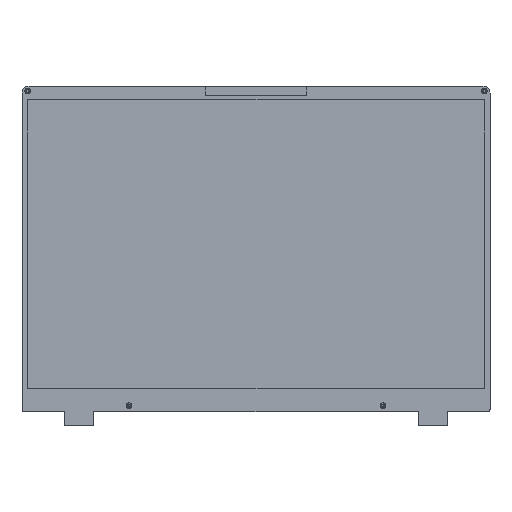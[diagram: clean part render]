
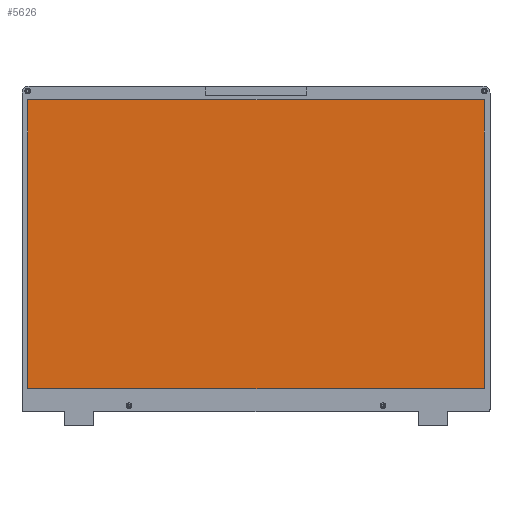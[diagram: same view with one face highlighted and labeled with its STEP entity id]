
A CAD part, top view. The second image highlights one B-rep face of the part: STEP entity #5626.
In plain terms, the highlighted planar face has unit normal (0, 0, 1).
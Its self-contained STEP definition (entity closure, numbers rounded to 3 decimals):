
#558=FACE_OUTER_BOUND('',#917,.T.);
#917=EDGE_LOOP('',(#4949,#4950,#4951,#4952));
#1339=LINE('',#9808,#1807);
#1349=LINE('',#9828,#1817);
#1352=LINE('',#9834,#1820);
#1355=LINE('',#9839,#1823);
#1807=VECTOR('',#7898,10.);
#1817=VECTOR('',#7914,10.);
#1820=VECTOR('',#7919,10.);
#1823=VECTOR('',#7924,10.);
#2669=VERTEX_POINT('',#9806);
#2670=VERTEX_POINT('',#9807);
#2677=VERTEX_POINT('',#9827);
#2679=VERTEX_POINT('',#9833);
#3435=EDGE_CURVE('',#2669,#2670,#1339,.T.);
#3445=EDGE_CURVE('',#2677,#2669,#1349,.T.);
#3448=EDGE_CURVE('',#2670,#2679,#1352,.T.);
#3451=EDGE_CURVE('',#2679,#2677,#1355,.T.);
#4949=ORIENTED_EDGE('',*,*,#3451,.T.);
#4950=ORIENTED_EDGE('',*,*,#3445,.T.);
#4951=ORIENTED_EDGE('',*,*,#3435,.T.);
#4952=ORIENTED_EDGE('',*,*,#3448,.T.);
#5301=PLANE('',#6289);
#5626=ADVANCED_FACE('',(#558),#5301,.T.);
#6289=AXIS2_PLACEMENT_3D('',#9841,#7926,#7927);
#7898=DIRECTION('',(1.,0.,0.));
#7914=DIRECTION('',(0.,-1.,0.));
#7919=DIRECTION('',(0.,1.,0.));
#7924=DIRECTION('',(-1.,0.,0.));
#7926=DIRECTION('center_axis',(0.,0.,1.));
#7927=DIRECTION('ref_axis',(1.,0.,0.));
#9806=CARTESIAN_POINT('',(0.,0.,0.));
#9807=CARTESIAN_POINT('',(395.06,0.,0.));
#9808=CARTESIAN_POINT('',(0.,0.,0.));
#9827=CARTESIAN_POINT('',(0.,254.05,0.));
#9828=CARTESIAN_POINT('',(0.,254.05,0.));
#9833=CARTESIAN_POINT('',(395.06,254.05,0.));
#9834=CARTESIAN_POINT('',(395.06,0.,0.));
#9839=CARTESIAN_POINT('',(395.06,254.05,0.));
#9841=CARTESIAN_POINT('Origin',(197.53,147.025,0.));
